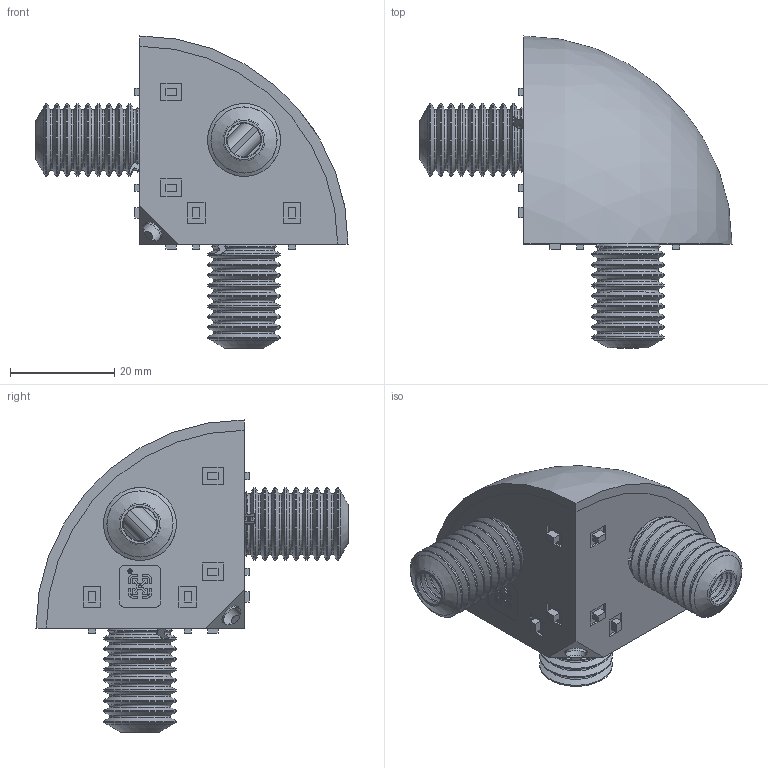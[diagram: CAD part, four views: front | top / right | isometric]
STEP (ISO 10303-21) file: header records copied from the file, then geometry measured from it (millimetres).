
FILE_DESCRIPTION(/* description */ ('STEP AP203'),/* implementation_level */ '2;1');
FILE_NAME(/* name */ 'PCA40-01FI.stp',/* time_stamp */ '2022-07-12T11:33:59+02:00',/* author */ ('user'),/* organization */ (''),/* preprocessor_version */ 'ST-DEVELOPER v18.1',/* originating_system */ 'Autodesk Inventor 2021',/* authorisation */ '');
FILE_SCHEMA (('AUTOMOTIVE_DESIGN { 1 0 10303 214 3 1 1 }'));
Length unit declared in the file: millimetre
Products named in the file (1): PCA40-01FI
Bounding box: 60 x 60 x 60 mm (x, y, z)
Volume: 22960 mm3; surface area: 19466.9 mm2
Topology: 5 solids, 5 shells, 654 faces, 1673 edges, 1063 vertices
Faces by surface type: plane 257, cone 187, cylinder 116, torus 87, bspline 5, sphere 2
Full cylindrical faces by diameter (mm): 0.572 x1, 0.694 x1, 0.867 x1, 4 x1, 4.3 x1, 8 x45, 8.5 x3, 14 x27
Entity records: 20603 total; most frequent: CARTESIAN_POINT 4397, DIRECTION 3534, ORIENTED_EDGE 3342, EDGE_CURVE 1671, AXIS2_PLACEMENT_3D 1334, VERTEX_POINT 1063, LINE 866, VECTOR 866
